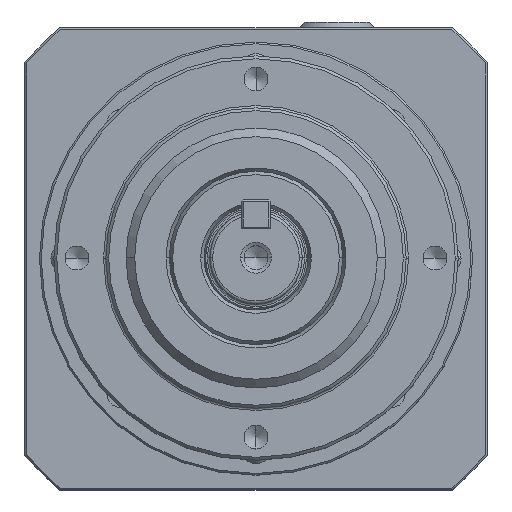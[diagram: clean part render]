
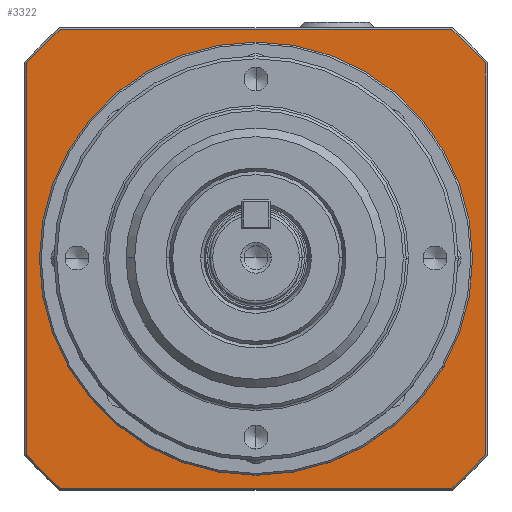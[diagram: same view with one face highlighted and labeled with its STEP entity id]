
A CAD part, top view. The second image highlights one B-rep face of the part: STEP entity #3322.
In plain terms, the highlighted planar face has unit normal (0, 0, 1).
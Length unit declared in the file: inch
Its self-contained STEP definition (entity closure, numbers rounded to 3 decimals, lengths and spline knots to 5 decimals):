
#3 = EDGE_CURVE ( 'NONE', #1121, #4961, #7530, .T. ) ;
#304 = AXIS2_PLACEMENT_3D ( 'NONE', #8574, #955, #1730 ) ;
#339 = CARTESIAN_POINT ( 'NONE',  ( 1.33438, -1.56299, -2.71654 ) ) ;
#455 = CARTESIAN_POINT ( 'NONE',  ( 1.56299, -1.33438, -2.71654 ) ) ;
#505 = CIRCLE ( 'NONE', #4750, 2.05512 ) ;
#542 = CIRCLE ( 'NONE', #5670, 1.46457 ) ;
#889 = EDGE_CURVE ( 'NONE', #6722, #1121, #5467, .T. ) ;
#955 = DIRECTION ( 'NONE',  ( 0., 0., -1. ) ) ;
#1121 = VERTEX_POINT ( 'NONE', #1684 ) ;
#1226 = DIRECTION ( 'NONE',  ( 0., 0., -1. ) ) ;
#1340 = FACE_BOUND ( 'NONE', #9782, .T. ) ;
#1358 = VECTOR ( 'NONE', #6367, 39.37008 ) ;
#1424 = EDGE_CURVE ( 'NONE', #9314, #4060, #3827, .T. ) ;
#1684 = CARTESIAN_POINT ( 'NONE',  ( 1.56299, 1.33438, -2.71654 ) ) ;
#1730 = DIRECTION ( 'NONE',  ( -1., 0., 0. ) ) ;
#1737 = AXIS2_PLACEMENT_3D ( 'NONE', #10218, #2710, #6943 ) ;
#1762 = EDGE_CURVE ( 'NONE', #4961, #9963, #505, .T. ) ;
#1772 = CARTESIAN_POINT ( 'NONE',  ( -1.56299, 1.33438, -2.71654 ) ) ;
#1826 = ORIENTED_EDGE ( 'NONE', *, *, #5311, .F. ) ;
#1932 = LINE ( 'NONE', #3633, #4828 ) ;
#1958 = DIRECTION ( 'NONE',  ( 0., -1., 0. ) ) ;
#2163 = VERTEX_POINT ( 'NONE', #2903 ) ;
#2701 = ORIENTED_EDGE ( 'NONE', *, *, #3, .F. ) ;
#2710 = DIRECTION ( 'NONE',  ( 0., 0., 1. ) ) ;
#2897 = FACE_OUTER_BOUND ( 'NONE', #3389, .T. ) ;
#2903 = CARTESIAN_POINT ( 'NONE',  ( -1.46457, 0., -2.71654 ) ) ;
#3003 = DIRECTION ( 'NONE',  ( 0., 1., 0. ) ) ;
#3320 = EDGE_CURVE ( 'NONE', #2163, #9185, #542, .T. ) ;
#3322 = ADVANCED_FACE ( 'NONE', ( #2897, #1340 ), #3778, .T. ) ;
#3389 = EDGE_LOOP ( 'NONE', ( #8698, #7287, #1826, #3494, #2701, #6477, #4671, #9006 ) ) ;
#3470 = CIRCLE ( 'NONE', #304, 2.05512 ) ;
#3494 = ORIENTED_EDGE ( 'NONE', *, *, #1762, .F. ) ;
#3633 = CARTESIAN_POINT ( 'NONE',  ( -1.33438, 1.56299, -2.71654 ) ) ;
#3778 = PLANE ( 'NONE',  #7643 ) ;
#3827 = LINE ( 'NONE', #7231, #9393 ) ;
#4060 = VERTEX_POINT ( 'NONE', #1772 ) ;
#4121 = CARTESIAN_POINT ( 'NONE',  ( 1.56299, 1.33438, -2.71654 ) ) ;
#4309 = CARTESIAN_POINT ( 'NONE',  ( 1.33438, 1.56299, -2.71654 ) ) ;
#4414 = CARTESIAN_POINT ( 'NONE',  ( 1.46457, 0., -2.71654 ) ) ;
#4671 = ORIENTED_EDGE ( 'NONE', *, *, #10038, .F. ) ;
#4750 = AXIS2_PLACEMENT_3D ( 'NONE', #10556, #1226, #10508 ) ;
#4798 = CARTESIAN_POINT ( 'NONE',  ( 0., 0., -2.71654 ) ) ;
#4828 = VECTOR ( 'NONE', #8822, 39.37008 ) ;
#4833 = EDGE_CURVE ( 'NONE', #7798, #9314, #3470, .T. ) ;
#4961 = VERTEX_POINT ( 'NONE', #455 ) ;
#5311 = EDGE_CURVE ( 'NONE', #9963, #7798, #8825, .T. ) ;
#5467 = CIRCLE ( 'NONE', #10799, 2.05512 ) ;
#5510 = DIRECTION ( 'NONE',  ( 0., 0., 1. ) ) ;
#5670 = AXIS2_PLACEMENT_3D ( 'NONE', #8025, #5510, #8800 ) ;
#6136 = DIRECTION ( 'NONE',  ( 0., 0., -1. ) ) ;
#6265 = EDGE_CURVE ( 'NONE', #9185, #2163, #6522, .T. ) ;
#6367 = DIRECTION ( 'NONE',  ( -1., 0., 0. ) ) ;
#6477 = ORIENTED_EDGE ( 'NONE', *, *, #889, .F. ) ;
#6522 = CIRCLE ( 'NONE', #1737, 1.46457 ) ;
#6722 = VERTEX_POINT ( 'NONE', #4309 ) ;
#6761 = EDGE_CURVE ( 'NONE', #4060, #10947, #9356, .T. ) ;
#6763 = CARTESIAN_POINT ( 'NONE',  ( 0., 0., -2.71654 ) ) ;
#6903 = VECTOR ( 'NONE', #1958, 39.37008 ) ;
#6943 = DIRECTION ( 'NONE',  ( -1., 0., 0. ) ) ;
#7047 = AXIS2_PLACEMENT_3D ( 'NONE', #6763, #6136, #10154 ) ;
#7104 = CARTESIAN_POINT ( 'NONE',  ( 1.33438, -1.56299, -2.71654 ) ) ;
#7231 = CARTESIAN_POINT ( 'NONE',  ( -1.56299, -1.33438, -2.71654 ) ) ;
#7259 = CARTESIAN_POINT ( 'NONE',  ( -1.33438, 1.56299, -2.71654 ) ) ;
#7260 = CARTESIAN_POINT ( 'NONE',  ( -1.33438, -1.56299, -2.71654 ) ) ;
#7287 = ORIENTED_EDGE ( 'NONE', *, *, #4833, .F. ) ;
#7530 = LINE ( 'NONE', #4121, #6903 ) ;
#7643 = AXIS2_PLACEMENT_3D ( 'NONE', #9679, #9837, #9631 ) ;
#7798 = VERTEX_POINT ( 'NONE', #7260 ) ;
#8025 = CARTESIAN_POINT ( 'NONE',  ( 0., 0., -2.71654 ) ) ;
#8140 = DIRECTION ( 'NONE',  ( 1., 0., 0. ) ) ;
#8306 = DIRECTION ( 'NONE',  ( 0., 0., -1. ) ) ;
#8574 = CARTESIAN_POINT ( 'NONE',  ( 0., 0., -2.71654 ) ) ;
#8698 = ORIENTED_EDGE ( 'NONE', *, *, #1424, .F. ) ;
#8800 = DIRECTION ( 'NONE',  ( -1., 0., 0. ) ) ;
#8822 = DIRECTION ( 'NONE',  ( 1., 0., 0. ) ) ;
#8825 = LINE ( 'NONE', #339, #1358 ) ;
#9006 = ORIENTED_EDGE ( 'NONE', *, *, #6761, .F. ) ;
#9185 = VERTEX_POINT ( 'NONE', #4414 ) ;
#9314 = VERTEX_POINT ( 'NONE', #10690 ) ;
#9356 = CIRCLE ( 'NONE', #7047, 2.05512 ) ;
#9393 = VECTOR ( 'NONE', #3003, 39.37008 ) ;
#9631 = DIRECTION ( 'NONE',  ( 1., 0., 0. ) ) ;
#9679 = CARTESIAN_POINT ( 'NONE',  ( 0., 0., -2.71654 ) ) ;
#9782 = EDGE_LOOP ( 'NONE', ( #10909, #9988 ) ) ;
#9837 = DIRECTION ( 'NONE',  ( 0., 0., 1. ) ) ;
#9963 = VERTEX_POINT ( 'NONE', #7104 ) ;
#9988 = ORIENTED_EDGE ( 'NONE', *, *, #6265, .F. ) ;
#10038 = EDGE_CURVE ( 'NONE', #10947, #6722, #1932, .T. ) ;
#10154 = DIRECTION ( 'NONE',  ( -1., 0., 0. ) ) ;
#10218 = CARTESIAN_POINT ( 'NONE',  ( 0., 0., -2.71654 ) ) ;
#10508 = DIRECTION ( 'NONE',  ( 1., 0., 0. ) ) ;
#10556 = CARTESIAN_POINT ( 'NONE',  ( 0., 0., -2.71654 ) ) ;
#10690 = CARTESIAN_POINT ( 'NONE',  ( -1.56299, -1.33438, -2.71654 ) ) ;
#10799 = AXIS2_PLACEMENT_3D ( 'NONE', #4798, #8306, #8140 ) ;
#10909 = ORIENTED_EDGE ( 'NONE', *, *, #3320, .F. ) ;
#10947 = VERTEX_POINT ( 'NONE', #7259 ) ;
